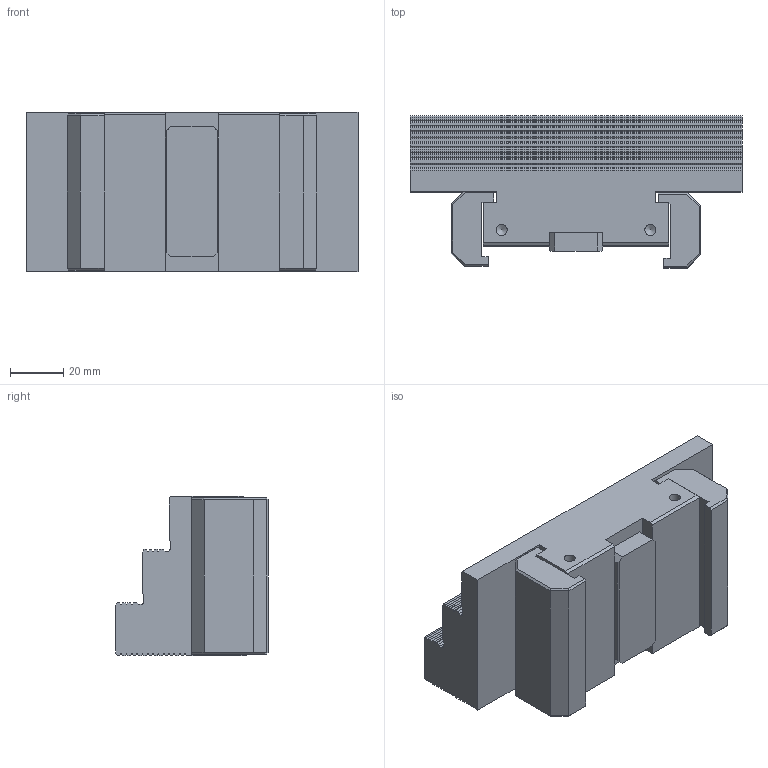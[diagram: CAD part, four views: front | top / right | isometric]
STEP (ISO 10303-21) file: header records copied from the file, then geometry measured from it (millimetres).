
FILE_DESCRIPTION((''),'2;1');
FILE_NAME('300-0125-003-Kunde.stp','2011-01-28T09:45:27',('maier'),(''),'Autodesk Inventor 2010','Autodesk Inventor 2010','');
FILE_SCHEMA(('AUTOMOTIVE_DESIGN { 1 0 10303 214 1 1 1 1 }'));
Length unit declared in the file: millimetre
Products named in the file (1): 300-0125-003-Kunde
Bounding box: 125 x 57.3 x 60 mm (x, y, z)
Volume: 259507.9 mm3; surface area: 43260.3 mm2
Topology: 1 solids, 1 shells, 178 faces, 518 edges, 338 vertices
Faces by surface type: plane 148, cylinder 23, bspline 5, cone 2
Full cylindrical faces by diameter (mm): 4.134 x2
Entity records: 5971 total; most frequent: CARTESIAN_POINT 1086, ORIENTED_EDGE 1008, DIRECTION 902, EDGE_CURVE 504, VECTOR 454, LINE 454, VERTEX_POINT 332, AXIS2_PLACEMENT_3D 224
